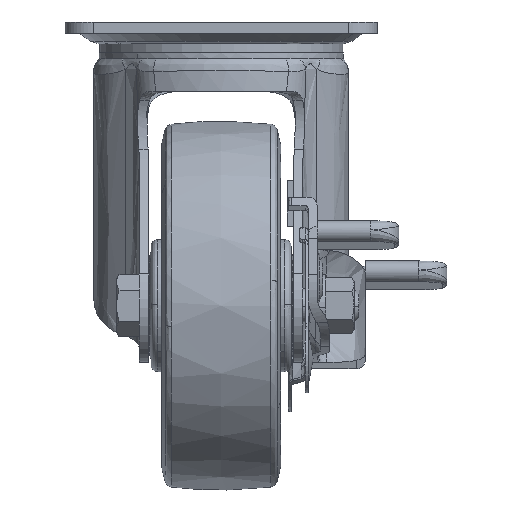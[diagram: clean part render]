
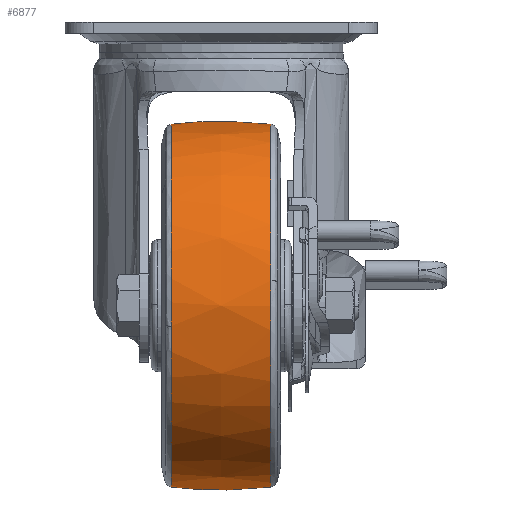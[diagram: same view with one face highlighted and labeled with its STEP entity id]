
A CAD part, left-side view. The second image highlights one B-rep face of the part: STEP entity #6877.
In plain terms, the highlighted free-form (B-spline) face has degree [2, 2] with [5, 7] control points.
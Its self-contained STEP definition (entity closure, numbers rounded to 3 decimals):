
#6491=CARTESIAN_POINT('',(-103.356,-17.579,-91.186));
#6492=VERTEX_POINT('',#6491);
#6506=CARTESIAN_POINT('',(-40.0,-17.579,-163.966));
#6507=VERTEX_POINT('',#6506);
#6508=CARTESIAN_POINT('',(-103.356,-17.579,-91.186));
#6509=CARTESIAN_POINT('',(-103.966,-17.579,-95.572));
#6510=CARTESIAN_POINT('',(-103.966,-17.579,-100.));
#6511=CARTESIAN_POINT('',(-103.966,-17.579,-163.966));
#6512=CARTESIAN_POINT('',(-40.0,-17.579,-163.966));
#6520=(BOUNDED_CURVE()B_SPLINE_CURVE(2,(#6508,#6509,#6510,#6511,#6512),.UNSPECIFIED.,.F.,.U.)B_SPLINE_CURVE_WITH_KNOTS((3,2,3),(0.726,0.75,1.0),.UNSPECIFIED.)CURVE()GEOMETRIC_REPRESENTATION_ITEM()RATIONAL_B_SPLINE_CURVE((0.95,0.972,1.0,0.707,1.0))REPRESENTATION_ITEM(''));
#6521=EDGE_CURVE('',#6492,#6507,#6520,.T.);
#6588=CARTESIAN_POINT('',(-40.0,-17.579,-36.034));
#6589=VERTEX_POINT('',#6588);
#6605=CARTESIAN_POINT('',(-40.0,-17.579,-36.034));
#6606=CARTESIAN_POINT('',(-95.684,-17.579,-36.034));
#6607=CARTESIAN_POINT('',(-103.356,-17.579,-91.186));
#6615=(BOUNDED_CURVE()B_SPLINE_CURVE(2,(#6605,#6606,#6607),.UNSPECIFIED.,.F.,.U.)B_SPLINE_CURVE_WITH_KNOTS((3,3),(0.5,0.726),.UNSPECIFIED.)CURVE()GEOMETRIC_REPRESENTATION_ITEM()RATIONAL_B_SPLINE_CURVE((1.0,0.735,0.95))REPRESENTATION_ITEM(''));
#6616=EDGE_CURVE('',#6589,#6492,#6615,.T.);
#6743=CARTESIAN_POINT('',(-40.0,17.579,-163.966));
#6744=VERTEX_POINT('',#6743);
#6745=CARTESIAN_POINT('',(-40.0,-17.579,-163.966));
#6746=CARTESIAN_POINT('',(-40.0,-12.476,-164.569));
#6747=CARTESIAN_POINT('',(-40.0,-0.739,-165.345));
#6748=CARTESIAN_POINT('',(-40.0,11.018,-164.741));
#6749=CARTESIAN_POINT('',(-40.0,17.579,-163.966));
#6750=B_SPLINE_CURVE_WITH_KNOTS('',3,(#6745,#6746,#6747,#6748,#6749),.UNSPECIFIED.,.F.,.U.,(4,1,4),(0.,15.418,35.24),.UNSPECIFIED.);
#6751=EDGE_CURVE('',#6507,#6744,#6750,.T.);
#6770=CARTESIAN_POINT('',(-40.0,17.579,-36.034));
#6771=VERTEX_POINT('',#6770);
#6785=CARTESIAN_POINT('',(-40.0,-17.579,-36.034));
#6786=CARTESIAN_POINT('',(-40.0,-12.476,-35.431));
#6787=CARTESIAN_POINT('',(-40.0,-0.739,-34.655));
#6788=CARTESIAN_POINT('',(-40.0,11.018,-35.259));
#6789=CARTESIAN_POINT('',(-40.0,17.579,-36.034));
#6790=B_SPLINE_CURVE_WITH_KNOTS('',3,(#6785,#6786,#6787,#6788,#6789),.UNSPECIFIED.,.F.,.U.,(4,1,4),(0.,15.418,35.24),.UNSPECIFIED.);
#6791=EDGE_CURVE('',#6589,#6771,#6790,.T.);
#6798=CARTESIAN_POINT('',(-38.218,-19.35,-36.253));
#6799=CARTESIAN_POINT('',(-38.183,-9.715,-35.));
#6800=CARTESIAN_POINT('',(-38.183,0.,-35.));
#6801=CARTESIAN_POINT('',(-38.183,9.715,-35.));
#6802=CARTESIAN_POINT('',(-38.218,19.35,-36.253));
#6803=CARTESIAN_POINT('',(-39.104,-19.35,-36.253));
#6804=CARTESIAN_POINT('',(-39.086,-9.715,-35.));
#6805=CARTESIAN_POINT('',(-39.086,0.,-35.));
#6806=CARTESIAN_POINT('',(-39.086,9.715,-35.));
#6807=CARTESIAN_POINT('',(-39.104,19.35,-36.253));
#6808=CARTESIAN_POINT('',(-103.747,-19.35,-36.253));
#6809=CARTESIAN_POINT('',(-105.,-9.715,-35.));
#6810=CARTESIAN_POINT('',(-105.,0.,-35.));
#6811=CARTESIAN_POINT('',(-105.,9.715,-35.));
#6812=CARTESIAN_POINT('',(-103.747,19.35,-36.253));
#6813=CARTESIAN_POINT('',(-103.747,-19.35,-100.));
#6814=CARTESIAN_POINT('',(-105.,-9.715,-100.0));
#6815=CARTESIAN_POINT('',(-105.,0.,-100.0));
#6816=CARTESIAN_POINT('',(-105.,9.715,-100.0));
#6817=CARTESIAN_POINT('',(-103.747,19.35,-100.0));
#6818=CARTESIAN_POINT('',(-103.747,-19.35,-163.747));
#6819=CARTESIAN_POINT('',(-105.,-9.715,-165.));
#6820=CARTESIAN_POINT('',(-105.,0.,-165.));
#6821=CARTESIAN_POINT('',(-105.,9.715,-165.));
#6822=CARTESIAN_POINT('',(-103.747,19.35,-163.747));
#6823=CARTESIAN_POINT('',(-39.104,-19.35,-163.747));
#6824=CARTESIAN_POINT('',(-39.086,-9.715,-165.));
#6825=CARTESIAN_POINT('',(-39.086,0.,-165.));
#6826=CARTESIAN_POINT('',(-39.086,9.715,-165.));
#6827=CARTESIAN_POINT('',(-39.104,19.35,-163.747));
#6828=CARTESIAN_POINT('',(-38.218,-19.35,-163.747));
#6829=CARTESIAN_POINT('',(-38.183,-9.715,-165.));
#6830=CARTESIAN_POINT('',(-38.183,0.,-165.));
#6831=CARTESIAN_POINT('',(-38.183,9.715,-165.));
#6832=CARTESIAN_POINT('',(-38.218,19.35,-163.747));
#6840=(BOUNDED_SURFACE()B_SPLINE_SURFACE(2,2,((#6798,#6803,#6808,#6813,#6818,#6823,#6828),(#6799,#6804,#6809,#6814,#6819,#6824,#6829),(#6800,#6805,#6810,#6815,#6820,#6825,#6830),(#6801,#6806,#6811,#6816,#6821,#6826,#6831),(#6802,#6807,#6812,#6817,#6822,#6827,#6832)),.UNSPECIFIED.,.F.,.F.,.U.)B_SPLINE_SURFACE_WITH_KNOTS((3,2,3),(3,1,2,1,3),(0.0,19.659,39.318),(0.0,2.154,109.849,217.545,219.699),.UNSPECIFIED.)GEOMETRIC_REPRESENTATION_ITEM()RATIONAL_B_SPLINE_SURFACE(((0.984,0.979,0.688,0.973,0.688,0.979,0.984),(0.996,0.99,0.696,0.984,0.696,0.99,0.996),(1.012,1.006,0.707,1.0,0.707,1.006,1.012),(0.996,0.99,0.696,0.984,0.696,0.99,0.996),(0.984,0.979,0.688,0.973,0.688,0.979,0.984)))REPRESENTATION_ITEM('')SURFACE());
#6841=ORIENTED_EDGE('',*,*,#6751,.F.);
#6842=ORIENTED_EDGE('',*,*,#6521,.F.);
#6843=ORIENTED_EDGE('',*,*,#6616,.F.);
#6844=ORIENTED_EDGE('',*,*,#6791,.T.);
#6845=CARTESIAN_POINT('',(-103.558,17.579,-107.219));
#6846=VERTEX_POINT('',#6845);
#6847=CARTESIAN_POINT('',(-40.0,17.579,-36.034));
#6848=CARTESIAN_POINT('',(-103.966,17.579,-36.034));
#6849=CARTESIAN_POINT('',(-103.966,17.579,-100.));
#6850=CARTESIAN_POINT('',(-103.966,17.579,-103.621));
#6851=CARTESIAN_POINT('',(-103.558,17.579,-107.219));
#6859=(BOUNDED_CURVE()B_SPLINE_CURVE(2,(#6847,#6848,#6849,#6850,#6851),.UNSPECIFIED.,.F.,.U.)B_SPLINE_CURVE_WITH_KNOTS((3,2,3),(0.5,0.75,0.77),.UNSPECIFIED.)CURVE()GEOMETRIC_REPRESENTATION_ITEM()RATIONAL_B_SPLINE_CURVE((1.0,0.707,1.0,0.977,0.958))REPRESENTATION_ITEM(''));
#6860=EDGE_CURVE('',#6771,#6846,#6859,.T.);
#6861=ORIENTED_EDGE('',*,*,#6860,.T.);
#6862=CARTESIAN_POINT('',(-103.558,17.579,-107.219));
#6863=CARTESIAN_POINT('',(-97.112,17.579,-163.966));
#6864=CARTESIAN_POINT('',(-40.0,17.579,-163.966));
#6872=(BOUNDED_CURVE()B_SPLINE_CURVE(2,(#6862,#6863,#6864),.UNSPECIFIED.,.F.,.U.)B_SPLINE_CURVE_WITH_KNOTS((3,3),(0.77,1.0),.UNSPECIFIED.)CURVE()GEOMETRIC_REPRESENTATION_ITEM()RATIONAL_B_SPLINE_CURVE((0.958,0.73,1.0))REPRESENTATION_ITEM(''));
#6873=EDGE_CURVE('',#6846,#6744,#6872,.T.);
#6874=ORIENTED_EDGE('',*,*,#6873,.T.);
#6875=EDGE_LOOP('',(#6841,#6842,#6843,#6844,#6861,#6874));
#6876=FACE_OUTER_BOUND('',#6875,.T.);
#6877=ADVANCED_FACE('',(#6876),#6840,.T.);
